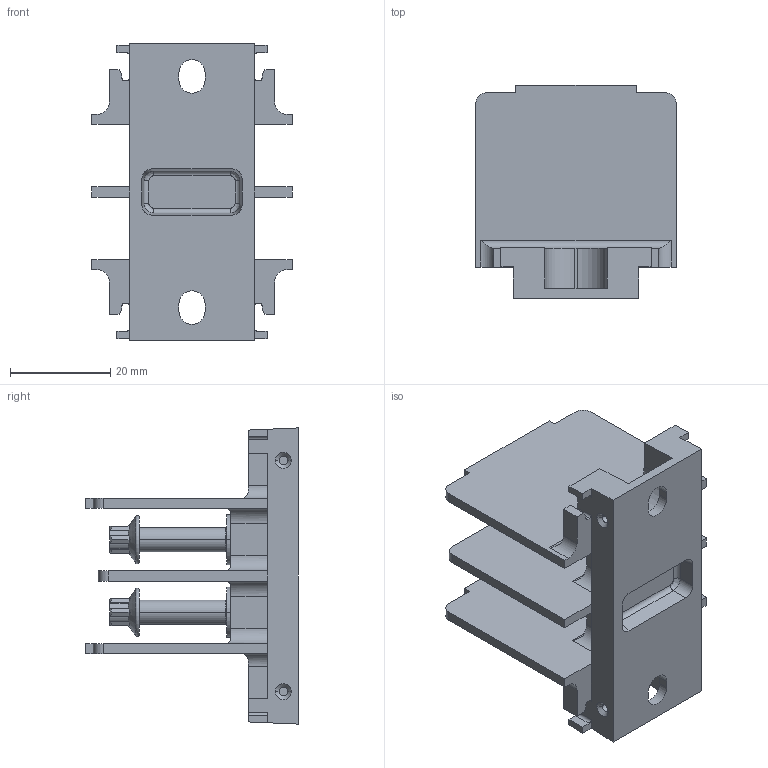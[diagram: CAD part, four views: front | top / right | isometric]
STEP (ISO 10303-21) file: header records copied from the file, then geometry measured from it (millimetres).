
FILE_DESCRIPTION((''),'2;1');
FILE_NAME('32405024002','2020-07-06T',('presta_be4'),(''),'CREO PARAMETRIC BY PTC INC, 2018360','CREO PARAMETRIC BY PTC INC, 2018360','');
FILE_SCHEMA(('CONFIG_CONTROL_DESIGN'));
Length unit declared in the file: millimetre
Products named in the file (1): 32405024002
Bounding box: 40 x 42.5 x 59.2 mm (x, y, z)
Volume: 21455.2 mm3; surface area: 14991.9 mm2
Topology: 1 solids, 1 shells, 283 faces, 768 edges, 498 vertices
Faces by surface type: plane 155, cylinder 84, cone 32, torus 8, bspline 4
Entity records: 9708 total; most frequent: CARTESIAN_POINT 2665, ORIENTED_EDGE 1528, DIRECTION 1370, EDGE_CURVE 764, VERTEX_POINT 498, AXIS2_PLACEMENT_3D 463, VECTOR 444, LINE 444
